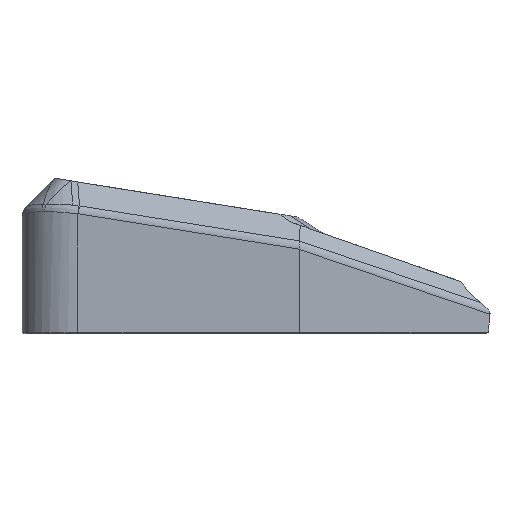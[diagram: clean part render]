
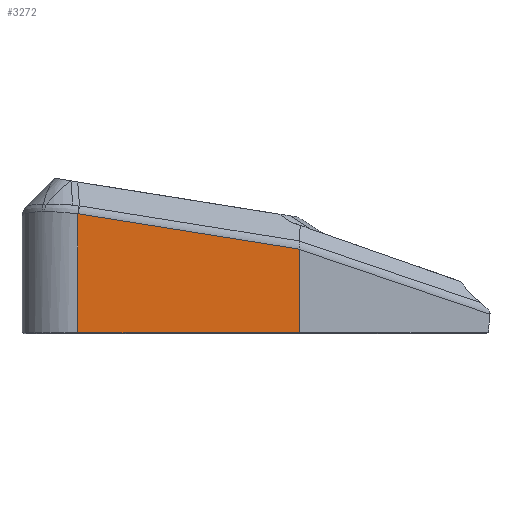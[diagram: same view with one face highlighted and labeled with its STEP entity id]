
A CAD part, left-side view. The second image highlights one B-rep face of the part: STEP entity #3272.
In plain terms, the highlighted planar face has unit normal (-1, 0, 0).
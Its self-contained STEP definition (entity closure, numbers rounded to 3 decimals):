
#3218=CARTESIAN_POINT('',(203.793,2.208,-10.664));
#3219=DIRECTION('',(1.,0.,0.));
#3220=DIRECTION('',(-0.,0.,1.));
#3221=AXIS2_PLACEMENT_3D('',#3218,#3219,#3220);
#3222=PLANE('',#3221);
#3223=CARTESIAN_POINT('',(203.793,19.431,3.955));
#3224=VERTEX_POINT('',#3223);
#3225=CARTESIAN_POINT('',(203.793,-20.219,-2.376));
#3226=VERTEX_POINT('',#3225);
#3227=CARTESIAN_POINT('',(203.793,19.431,3.955));
#3228=CARTESIAN_POINT('',(203.793,-20.219,-2.376));
#3229=B_SPLINE_CURVE_WITH_KNOTS('',1,(#3227,#3228),.UNSPECIFIED.,.F.,.F.,(2,2),(0.,40.152),.UNSPECIFIED.);
#3230=EDGE_CURVE('',#3224,#3226,#3229,.T.);
#3231=ORIENTED_EDGE('',*,*,#3230,.F.);
#3232=CARTESIAN_POINT('',(203.793,19.506,3.966));
#3233=VERTEX_POINT('',#3232);
#3234=CARTESIAN_POINT('',(203.793,19.506,3.966));
#3235=CARTESIAN_POINT('',(203.793,19.468,3.961));
#3236=CARTESIAN_POINT('',(203.793,19.431,3.955));
#3237=(BOUNDED_CURVE()
B_SPLINE_CURVE(2,(#3234,#3235,#3236),.UNSPECIFIED.,.F.,.F.)
B_SPLINE_CURVE_WITH_KNOTS((3,3),(8.956,9.447),.UNSPECIFIED.)
CURVE()
GEOMETRIC_REPRESENTATION_ITEM()
RATIONAL_B_SPLINE_CURVE((1.,1.,1.))
REPRESENTATION_ITEM(''));
#3238=EDGE_CURVE('',#3233,#3224,#3237,.T.);
#3239=ORIENTED_EDGE('',*,*,#3238,.F.);
#3240=CARTESIAN_POINT('',(203.793,19.506,-17.326));
#3241=VERTEX_POINT('',#3240);
#3242=CARTESIAN_POINT('',(203.793,19.506,-17.326));
#3243=DIRECTION('',(-0.,0.,1.));
#3244=VECTOR('',#3243,21.292);
#3245=LINE('',#3242,#3244);
#3246=EDGE_CURVE('',#3241,#3233,#3245,.T.);
#3247=ORIENTED_EDGE('',*,*,#3246,.F.);
#3248=CARTESIAN_POINT('',(203.793,-20.227,-17.326));
#3249=VERTEX_POINT('',#3248);
#3250=CARTESIAN_POINT('',(203.793,-20.227,-17.326));
#3251=DIRECTION('',(-0.,1.,-0.));
#3252=VECTOR('',#3251,39.732);
#3253=LINE('',#3250,#3252);
#3254=EDGE_CURVE('',#3249,#3241,#3253,.T.);
#3255=ORIENTED_EDGE('',*,*,#3254,.F.);
#3256=CARTESIAN_POINT('',(203.793,-20.227,-2.437));
#3257=VERTEX_POINT('',#3256);
#3258=CARTESIAN_POINT('',(203.793,-20.227,-2.437));
#3259=DIRECTION('',(0.,0.,-1.));
#3260=VECTOR('',#3259,14.889);
#3261=LINE('',#3258,#3260);
#3262=EDGE_CURVE('',#3257,#3249,#3261,.T.);
#3263=ORIENTED_EDGE('',*,*,#3262,.F.);
#3264=CARTESIAN_POINT('',(203.793,-20.219,-2.376));
#3265=CARTESIAN_POINT('',(203.793,-20.227,-2.408));
#3266=CARTESIAN_POINT('',(203.793,-20.227,-2.437));
#3267=(BOUNDED_CURVE()
B_SPLINE_CURVE(2,(#3264,#3265,#3266),.UNSPECIFIED.,.F.,.F.)
B_SPLINE_CURVE_WITH_KNOTS((3,3),(356.601,358.155),.UNSPECIFIED.)
CURVE()
GEOMETRIC_REPRESENTATION_ITEM()
RATIONAL_B_SPLINE_CURVE((1.,1.,1.))
REPRESENTATION_ITEM(''));
#3268=EDGE_CURVE('',#3226,#3257,#3267,.T.);
#3269=ORIENTED_EDGE('',*,*,#3268,.F.);
#3270=EDGE_LOOP('',(#3231,#3239,#3247,#3255,#3263,#3269));
#3271=FACE_BOUND('',#3270,.T.);
#3272=ADVANCED_FACE('',(#3271),#3222,.F.);
